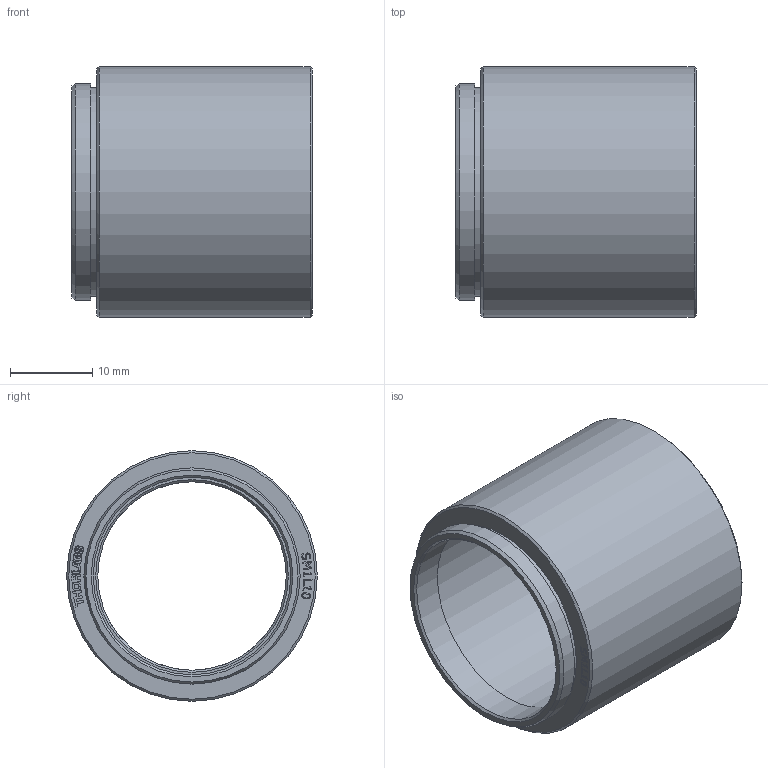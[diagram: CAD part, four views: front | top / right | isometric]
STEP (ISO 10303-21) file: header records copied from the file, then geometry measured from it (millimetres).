
FILE_DESCRIPTION(/* description */ (''),/* implementation_level */ '2;1');
FILE_NAME(/* name */ 'Lens Tube - Medium (SM1L10).step',/* time_stamp */ '2024-06-17T21:26:19-04:00',/* author */ (''),/* organization */ (''),/* preprocessor_version */ 'ST-DEVELOPER v20',/* originating_system */ 'Autodesk Translation Framework v12.20.1.177',/* authorisation */ '');
FILE_SCHEMA (('AUTOMOTIVE_DESIGN { 1 0 10303 214 3 1 1 }'));
Length unit declared in the file: inch
Products named in the file (1): Lens Tube - Medium (SM1L10)
Bounding box: 29.21 x 30.48 x 30.48 mm (x, y, z)
Volume: 5393.1 mm3; surface area: 6301.4 mm2
Topology: 2 solids, 2 shells, 278 faces, 743 edges, 494 vertices
Faces by surface type: bspline 144, plane 113, cone 13, cylinder 8
Full cylindrical faces by diameter (mm): 22.911 x1, 24.003 x1, 25.375 x1, 26.162 x1, 26.289 x2, 27.305 x1, 30.48 x1
Entity records: 11652 total; most frequent: CARTESIAN_POINT 5188, ORIENTED_EDGE 1486, DIRECTION 861, EDGE_CURVE 743, VERTEX_POINT 494, LINE 407, VECTOR 407, EDGE_LOOP 307
